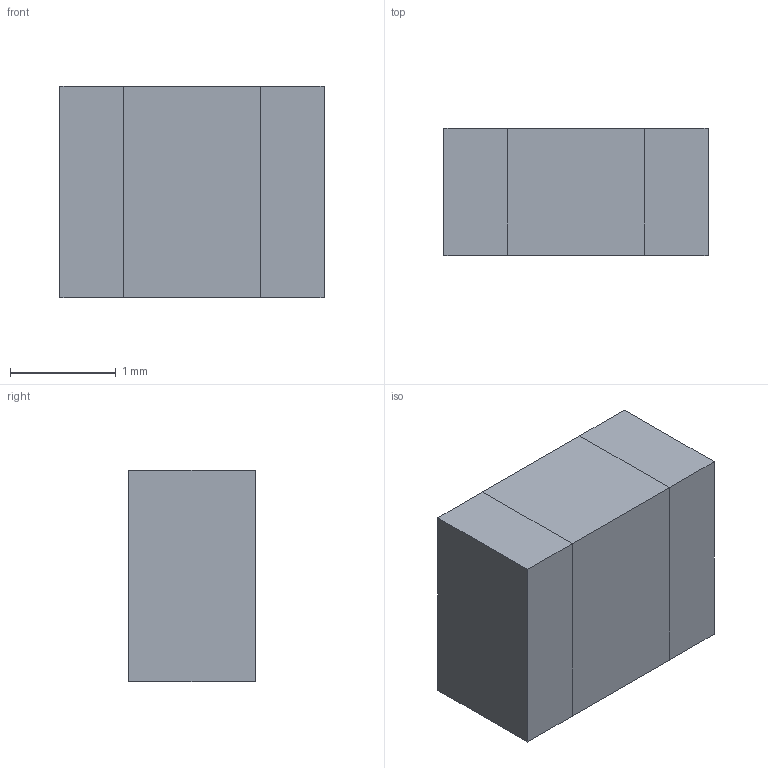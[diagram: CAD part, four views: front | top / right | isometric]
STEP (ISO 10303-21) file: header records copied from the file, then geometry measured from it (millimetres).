
FILE_DESCRIPTION((''),'2;1');
FILE_NAME('IND2_ASM','2014-03-17T',('zoepan'),(''),'PRO/ENGINEER BY PARAMETRIC TECHNOLOGY CORPORATION, 2013320','PRO/ENGINEER BY PARAMETRIC TECHNOLOGY CORPORATION, 2013320','');
FILE_SCHEMA(('CONFIG_CONTROL_DESIGN'));
Length unit declared in the file: millimetre
Products named in the file (4): A2; B2; COPPER; IND2_ASM
Assembly tree (4 placements, depth 2):
  IND2_ASM
    A2
    B2  x2
    COPPER
Bounding box: 2.5 x 1.2 x 2 mm (x, y, z)
Surface area: 35.8 mm2
Topology: 4 solids, 5 shells, 27 faces, 58 edges, 42 vertices
Faces by surface type: plane 20, bspline 7
Entity records: 2528 total; most frequent: CARTESIAN_POINT 1977, DIRECTION 96, ORIENTED_EDGE 80, EDGE_CURVE 42, AXIS2_PLACEMENT_3D 33, VECTOR 30, LINE 30, VERTEX_POINT 28
